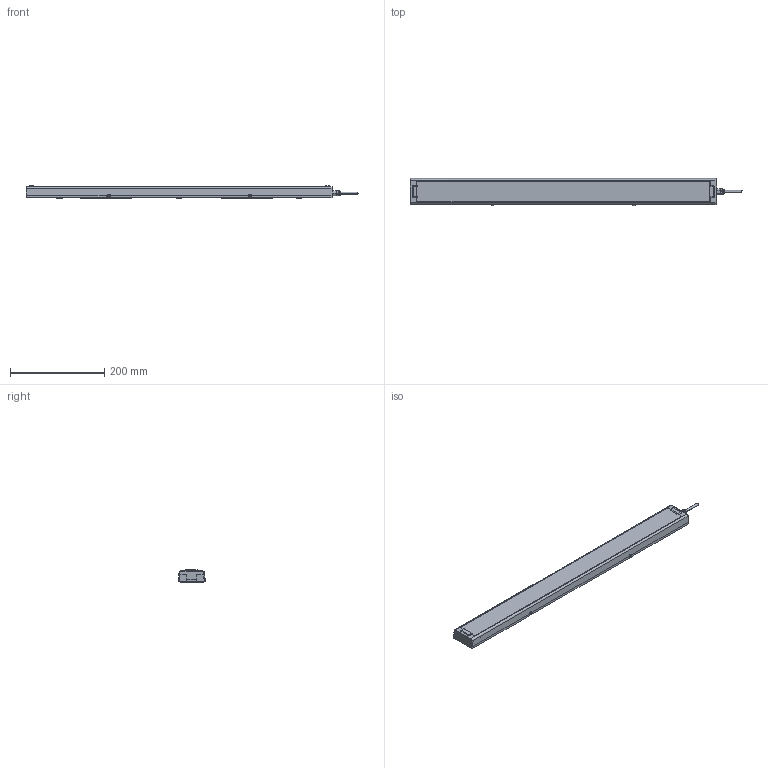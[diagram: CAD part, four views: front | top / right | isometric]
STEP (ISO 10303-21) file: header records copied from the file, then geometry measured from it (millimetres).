
FILE_DESCRIPTION (( 'STEP AP214' ), '1' );
FILE_NAME ('CLK6S-24AG-CD.step', '2019-03-26T15:48:53', ( '' ), ( '' ), 'SwSTEP 2.0', 'SolidWorks 2018', '' );
FILE_SCHEMA (( 'AUTOMOTIVE_DESIGN' ));
Length unit declared in the file: inch
Products named in the file (1): CLK6S-24AG-CD
Bounding box: 703.6 x 57.6 x 25.7 mm (x, y, z)
Volume: 594469.5 mm3; surface area: 174383.4 mm2
Topology: 5 solids, 5 shells, 394 faces, 974 edges, 623 vertices
Faces by surface type: plane 180, cylinder 104, bspline 75, cone 35
Entity records: 18931 total; most frequent: CARTESIAN_POINT 5086, ORIENTED_EDGE 1932, DIRECTION 1679, EDGE_CURVE 966, VERTEX_POINT 623, AXIS2_PLACEMENT_3D 592, LINE 495, VECTOR 495
